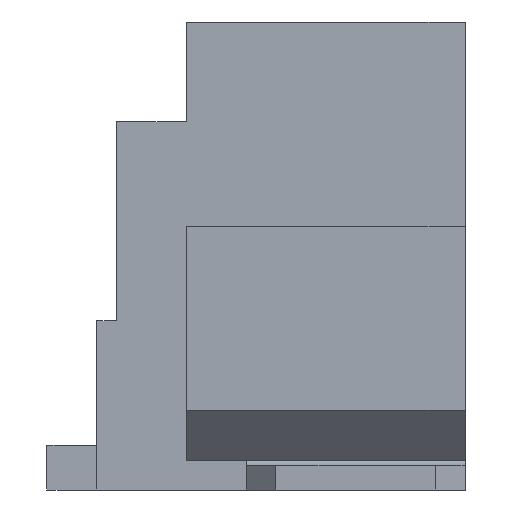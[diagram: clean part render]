
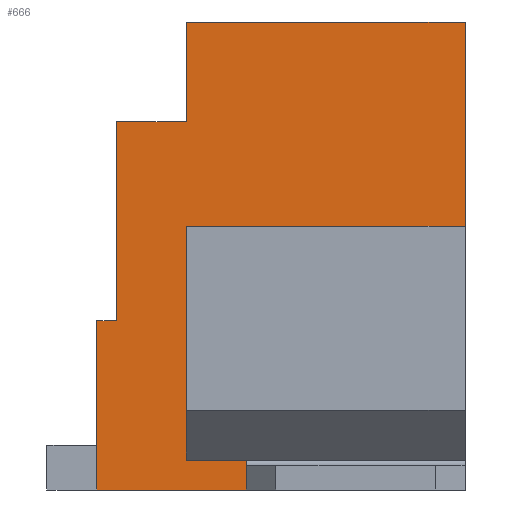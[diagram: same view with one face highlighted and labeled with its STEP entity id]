
A CAD part, left-side view. The second image highlights one B-rep face of the part: STEP entity #666.
In plain terms, the highlighted planar face has unit normal (-1, 0, 0).
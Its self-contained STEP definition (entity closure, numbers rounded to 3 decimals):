
#13=DIRECTION('',(0.,0.,1.));
#27=VECTOR('',#28,1.);
#28=DIRECTION('',(0.,-1.,0.));
#31=VERTEX_POINT('',#32);
#32=CARTESIAN_POINT('',(-9.625,0.2,4.7));
#37=EDGE_CURVE('',#31,#38,#40,.T.);
#38=VERTEX_POINT('',#39);
#39=CARTESIAN_POINT('',(-9.625,-2.6,4.7));
#40=LINE('',#41,#27);
#41=CARTESIAN_POINT('',(-9.625,1.1,4.7));
#52=VECTOR('',#53,1.);
#53=DIRECTION('',(0.,1.,0.));
#140=CARTESIAN_POINT('',(-9.625,-2.6,1.6));
#147=LINE('',#140,#148);
#148=VECTOR('',#149,1.);
#149=DIRECTION('',(0.,0.,-1.));
#152=VERTEX_POINT('',#153);
#153=CARTESIAN_POINT('',(-9.625,-2.6,0.35));
#155=VECTOR('',#156,1.);
#156=DIRECTION('',(0.,0.,-1.));
#158=EDGE_CURVE('',#152,#159,#147,.T.);
#159=VERTEX_POINT('',#160);
#160=CARTESIAN_POINT('',(-9.625,-2.6,0.));
#171=VECTOR('',#13,1.);
#605=EDGE_CURVE('',#606,#38,#608,.T.);
#606=VERTEX_POINT('',#607);
#607=CARTESIAN_POINT('',(-9.625,-2.6,2.65));
#608=LINE('',#160,#171);
#631=CARTESIAN_POINT('',(-9.625,-2.6,0.3));
#666=ADVANCED_FACE('',(#667),#727,.T.);
#667=FACE_BOUND('',#668,.T.);
#668=EDGE_LOOP('',(#669,#676,#679,#680,#685,#691,#696,#701,#704,#705,#706,#713,#718,#724));
#669=ORIENTED_EDGE('',*,*,#670,.F.);
#670=EDGE_CURVE('',#671,#673,#675,.T.);
#671=VERTEX_POINT('',#672);
#672=CARTESIAN_POINT('',(-9.625,1.1,0.));
#673=VERTEX_POINT('',#674);
#674=CARTESIAN_POINT('',(-9.625,1.1,1.7));
#675=LINE('',#672,#171);
#676=ORIENTED_EDGE('',*,*,#677,.T.);
#677=EDGE_CURVE('',#671,#159,#678,.T.);
#678=LINE('',#672,#27);
#679=ORIENTED_EDGE('',*,*,#158,.F.);
#680=ORIENTED_EDGE('',*,*,#681,.F.);
#681=EDGE_CURVE('',#682,#152,#684,.T.);
#682=VERTEX_POINT('',#683);
#683=CARTESIAN_POINT('',(-9.625,-0.4,0.35));
#684=LINE('',#683,#27);
#685=ORIENTED_EDGE('',*,*,#686,.T.);
#686=EDGE_CURVE('',#682,#687,#689,.T.);
#687=VERTEX_POINT('',#688);
#688=CARTESIAN_POINT('',(-9.625,-0.4,0.3));
#689=LINE('',#690,#148);
#690=CARTESIAN_POINT('',(-9.625,-0.4,1.6));
#691=ORIENTED_EDGE('',*,*,#692,.T.);
#692=EDGE_CURVE('',#687,#693,#695,.T.);
#693=VERTEX_POINT('',#694);
#694=CARTESIAN_POINT('',(-9.625,0.2,0.3));
#695=LINE('',#631,#52);
#696=ORIENTED_EDGE('',*,*,#697,.F.);
#697=EDGE_CURVE('',#698,#693,#700,.T.);
#698=VERTEX_POINT('',#699);
#699=CARTESIAN_POINT('',(-9.625,0.2,2.65));
#700=LINE('',#699,#155);
#701=ORIENTED_EDGE('',*,*,#702,.F.);
#702=EDGE_CURVE('',#606,#698,#703,.T.);
#703=LINE('',#607,#52);
#704=ORIENTED_EDGE('',*,*,#605,.T.);
#705=ORIENTED_EDGE('',*,*,#37,.F.);
#706=ORIENTED_EDGE('',*,*,#707,.T.);
#707=EDGE_CURVE('',#31,#708,#710,.T.);
#708=VERTEX_POINT('',#709);
#709=CARTESIAN_POINT('',(-9.625,0.2,3.7));
#710=LINE('',#32,#711);
#711=VECTOR('',#712,1.);
#712=DIRECTION('',(-0.,-0.,-1.));
#713=ORIENTED_EDGE('',*,*,#714,.F.);
#714=EDGE_CURVE('',#715,#708,#717,.T.);
#715=VERTEX_POINT('',#716);
#716=CARTESIAN_POINT('',(-9.625,0.9,3.7));
#717=LINE('',#716,#27);
#718=ORIENTED_EDGE('',*,*,#719,.T.);
#719=EDGE_CURVE('',#715,#720,#722,.T.);
#720=VERTEX_POINT('',#721);
#721=CARTESIAN_POINT('',(-9.625,0.9,1.7));
#722=LINE('',#723,#711);
#723=CARTESIAN_POINT('',(-9.625,0.9,4.7));
#724=ORIENTED_EDGE('',*,*,#725,.F.);
#725=EDGE_CURVE('',#673,#720,#726,.T.);
#726=LINE('',#674,#27);
#727=PLANE('',#728);
#728=AXIS2_PLACEMENT_3D('',#729,#730,#731);
#729=CARTESIAN_POINT('',(-9.625,-0.718,2.071));
#730=DIRECTION('',(-1.,0.,0.));
#731=DIRECTION('',(0.,-1.,0.));
